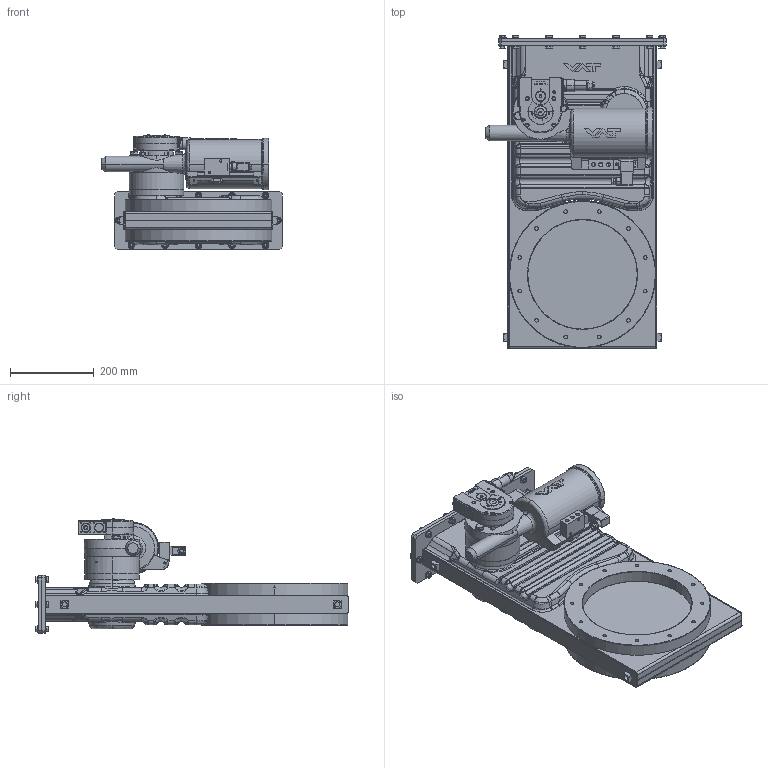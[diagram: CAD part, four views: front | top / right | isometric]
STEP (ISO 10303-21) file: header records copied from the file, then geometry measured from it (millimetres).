
FILE_DESCRIPTION (( 'STEP AP214' ), '1' );
FILE_NAME ('PFE58240.step', '2017-07-10T11:09:11', ( 'install' ), ( '' ), 'SwSTEP 2.0', 'SolidWorks 2015', '' );
FILE_SCHEMA (( 'AUTOMOTIVE_DESIGN' ));
Length unit declared in the file: millimetre
Products named in the file (1): PFE58240
Bounding box: 430.75 x 746.4 x 273.4 mm (x, y, z)
Surface area: 1735642.2 mm2 (no closed solid volume)
Topology: 0 solids, 127 shells, 1595 faces, 4998 edges, 3391 vertices
Faces by surface type: plane 544, cylinder 534, bspline 305, cone 200, torus 12
Entity records: 124910 total; most frequent: CARTESIAN_POINT 81928, ORIENTED_EDGE 7978, DIRECTION 7228, EDGE_CURVE 4942, VERTEX_POINT 3391, AXIS2_PLACEMENT_3D 2674, LINE 1880, VECTOR 1880
